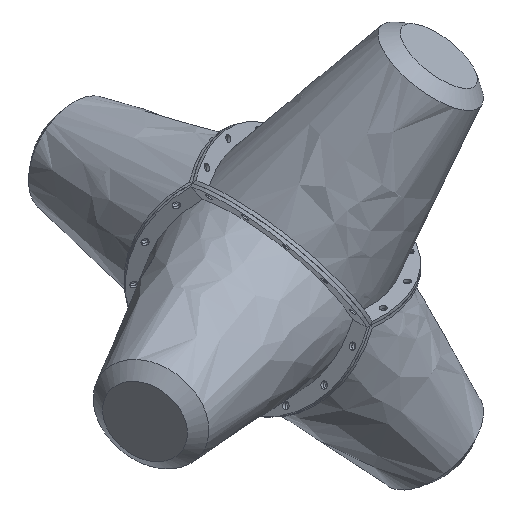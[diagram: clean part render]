
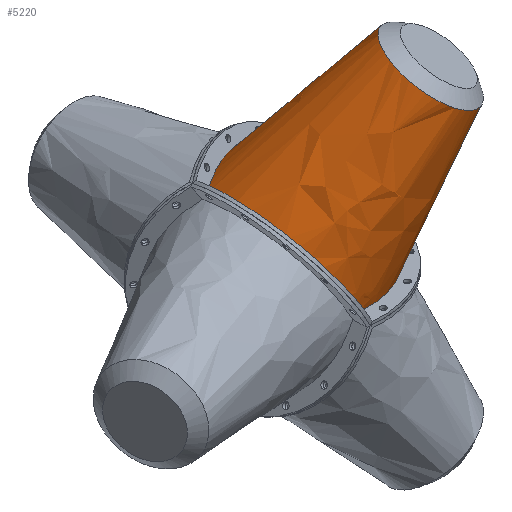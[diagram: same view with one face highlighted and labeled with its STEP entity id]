
A CAD part, isometric view. The second image highlights one B-rep face of the part: STEP entity #5220.
In plain terms, the highlighted free-form (B-spline) face has degree [2, 1] with [9, 2] control points.
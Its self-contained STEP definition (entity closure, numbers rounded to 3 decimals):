
#4520 = VERTEX_POINT('',#4521);
#4521 = CARTESIAN_POINT('',(-221.268,-294.823,
    -63.18));
#4526 = EDGE_CURVE('',#4527,#4520,#4529,.T.);
#4527 = VERTEX_POINT('',#4528);
#4528 = CARTESIAN_POINT('',(-320.38,-14.535,
    108.463));
#4529 = ( BOUNDED_CURVE() B_SPLINE_CURVE(2,(#4530,#4531,#4532),
.UNSPECIFIED.,.F.,.F.) B_SPLINE_CURVE_WITH_KNOTS((3,3),(2.213,
4.07),.PIECEWISE_BEZIER_KNOTS.) CURVE() 
GEOMETRIC_REPRESENTATION_ITEM() RATIONAL_B_SPLINE_CURVE((1.,
0.599,1.)) REPRESENTATION_ITEM('') );
#4530 = CARTESIAN_POINT('',(-320.38,-14.535,
    108.463));
#4531 = CARTESIAN_POINT('',(-386.683,-318.554,
    223.343));
#4532 = CARTESIAN_POINT('',(-221.268,-294.823,
    -63.18));
#4563 = EDGE_CURVE('',#4564,#4527,#4566,.T.);
#4564 = VERTEX_POINT('',#4565);
#4565 = CARTESIAN_POINT('',(-23.092,-14.516,
    -63.192));
#4566 = ( BOUNDED_CURVE() B_SPLINE_CURVE(2,(#4567,#4568,#4569),
.UNSPECIFIED.,.F.,.F.) B_SPLINE_CURVE_WITH_KNOTS((3,3),(5.355,
7.212),.PIECEWISE_BEZIER_KNOTS.) CURVE() 
GEOMETRIC_REPRESENTATION_ITEM() RATIONAL_B_SPLINE_CURVE((1.,
0.599,1.)) REPRESENTATION_ITEM('') );
#4567 = CARTESIAN_POINT('',(-23.092,-14.516,
    -63.192));
#4568 = CARTESIAN_POINT('',(-55.869,149.361,
    223.323));
#4569 = CARTESIAN_POINT('',(-320.38,-14.535,
    108.463));
#4992 = EDGE_CURVE('',#4520,#4564,#4993,.T.);
#4993 = ( BOUNDED_CURVE() B_SPLINE_CURVE(2,(#4994,#4995,#4996),
.UNSPECIFIED.,.F.,.F.) B_SPLINE_CURVE_WITH_KNOTS((3,3),(5.355,
7.212),.PIECEWISE_BEZIER_KNOTS.) CURVE() 
GEOMETRIC_REPRESENTATION_ITEM() RATIONAL_B_SPLINE_CURVE((1.,
0.599,1.)) REPRESENTATION_ITEM('') );
#4994 = CARTESIAN_POINT('',(-221.268,-294.823,
    -63.18));
#4995 = CARTESIAN_POINT('',(109.578,-318.521,
    -63.2));
#4996 = CARTESIAN_POINT('',(-23.092,-14.516,
    -63.192));
#5162 = EDGE_CURVE('',#5163,#5165,#5167,.T.);
#5163 = VERTEX_POINT('',#5164);
#5164 = CARTESIAN_POINT('',(108.506,-247.757,
    279.37));
#5165 = VERTEX_POINT('',#5166);
#5166 = CARTESIAN_POINT('',(-66.683,-193.886,
    402.519));
#5167 = ( BOUNDED_CURVE() B_SPLINE_CURVE(2,(#5168,#5169,#5170),
.UNSPECIFIED.,.F.,.F.) B_SPLINE_CURVE_WITH_KNOTS((3,3),(3.142,
5.76),.PIECEWISE_BEZIER_KNOTS.) CURVE() 
GEOMETRIC_REPRESENTATION_ITEM() RATIONAL_B_SPLINE_CURVE((1.,
0.259,1.)) REPRESENTATION_ITEM('') );
#5168 = CARTESIAN_POINT('',(108.506,-247.757,
    279.37));
#5169 = CARTESIAN_POINT('',(179.578,154.433,
    402.505));
#5170 = CARTESIAN_POINT('',(-66.683,-193.886,
    402.519));
#5172 = EDGE_CURVE('',#5165,#5163,#5173,.T.);
#5173 = ( BOUNDED_CURVE() B_SPLINE_CURVE(2,(#5174,#5175,#5176,#5177,
#5178),.UNSPECIFIED.,.F.,.F.) B_SPLINE_CURVE_WITH_KNOTS((3,2,3),(
    5.76,7.592,9.425),
.PIECEWISE_BEZIER_KNOTS.) CURVE() GEOMETRIC_REPRESENTATION_ITEM() 
RATIONAL_B_SPLINE_CURVE((1.,0.609,1.,0.609,1.)) 
REPRESENTATION_ITEM('') );
#5174 = CARTESIAN_POINT('',(-66.683,-193.886,
    402.519));
#5175 = CARTESIAN_POINT('',(-152.677,-315.518,
    402.524));
#5176 = CARTESIAN_POINT('',(-34.495,-351.86,
    319.448));
#5177 = CARTESIAN_POINT('',(83.687,-388.202,236.372)
  );
#5178 = CARTESIAN_POINT('',(108.506,-247.757,
    279.37));
#5220 = ADVANCED_FACE('',(#5221),#5234,.T.);
#5221 = FACE_BOUND('',#5222,.T.);
#5222 = EDGE_LOOP('',(#5223,#5224,#5225,#5226,#5231,#5232,#5233));
#5223 = ORIENTED_EDGE('',*,*,#4526,.T.);
#5224 = ORIENTED_EDGE('',*,*,#4992,.T.);
#5225 = ORIENTED_EDGE('',*,*,#4563,.T.);
#5226 = ORIENTED_EDGE('',*,*,#5227,.F.);
#5227 = EDGE_CURVE('',#5165,#4527,#5228,.T.);
#5228 = B_SPLINE_CURVE_WITH_KNOTS('',1,(#5229,#5230),.UNSPECIFIED.,.F.,
  .F.,(2,2),(-165.253,124.774),.PIECEWISE_BEZIER_KNOTS.);
#5229 = CARTESIAN_POINT('',(-66.683,-193.886,
    402.519));
#5230 = CARTESIAN_POINT('',(-320.38,-14.535,
    108.463));
#5231 = ORIENTED_EDGE('',*,*,#5162,.F.);
#5232 = ORIENTED_EDGE('',*,*,#5172,.F.);
#5233 = ORIENTED_EDGE('',*,*,#5227,.T.);
#5234 = ( BOUNDED_SURFACE() B_SPLINE_SURFACE(2,1,(
    (#5235,#5236)
    ,(#5237,#5238)
    ,(#5239,#5240)
    ,(#5241,#5242)
    ,(#5243,#5244)
    ,(#5245,#5246)
    ,(#5247,#5248)
    ,(#5249,#5250)
    ,(#5251,#5252
)),.UNSPECIFIED.,.T.,.F.,.F.) B_SPLINE_SURFACE_WITH_KNOTS((3,2,2,2,3),(2
    ,2),(0.524,2.094,4.189,6.283,
    6.807),(-165.253,124.774),.UNSPECIFIED.) 
GEOMETRIC_REPRESENTATION_ITEM() RATIONAL_B_SPLINE_SURFACE((
    (0.813,0.813)
    ,(0.625,0.625)
    ,(1.,1.)
    ,(0.5,0.5)
    ,(1.,1.)
    ,(0.5,0.5)
    ,(1.,1.)
    ,(0.875,0.875)
,(0.813,0.813))) REPRESENTATION_ITEM('') SURFACE() );
#5235 = CARTESIAN_POINT('',(-69.164,-197.516,
    402.471));
#5236 = CARTESIAN_POINT('',(-324.683,-20.828,
    108.379));
#5237 = CARTESIAN_POINT('',(-3.687,-98.441,
    405.104));
#5238 = CARTESIAN_POINT('',(-211.147,150.966,
    112.946));
#5239 = CARTESIAN_POINT('',(75.505,-154.432,
    336.521));
#5240 = CARTESIAN_POINT('',(-73.83,53.878,
    -5.977));
#5241 = CARTESIAN_POINT('',(207.492,-247.751,
    222.215));
#5242 = CARTESIAN_POINT('',(155.032,-107.936,
    -204.18));
#5243 = CARTESIAN_POINT('',(42.52,-341.089,
    279.374));
#5244 = CARTESIAN_POINT('',(-131.025,-269.782,
    -105.068));
#5245 = CARTESIAN_POINT('',(-122.451,-434.427,
    336.533));
#5246 = CARTESIAN_POINT('',(-417.081,-431.629,
    -5.956));
#5247 = CARTESIAN_POINT('',(-89.466,-247.77,
    393.68));
#5248 = CARTESIAN_POINT('',(-359.887,-107.969,
    93.136));
#5249 = CARTESIAN_POINT('',(-84.754,-221.105,
    401.844));
#5250 = CARTESIAN_POINT('',(-351.716,-61.732,
    107.291));
#5251 = CARTESIAN_POINT('',(-69.164,-197.516,
    402.471));
#5252 = CARTESIAN_POINT('',(-324.683,-20.828,
    108.379));
